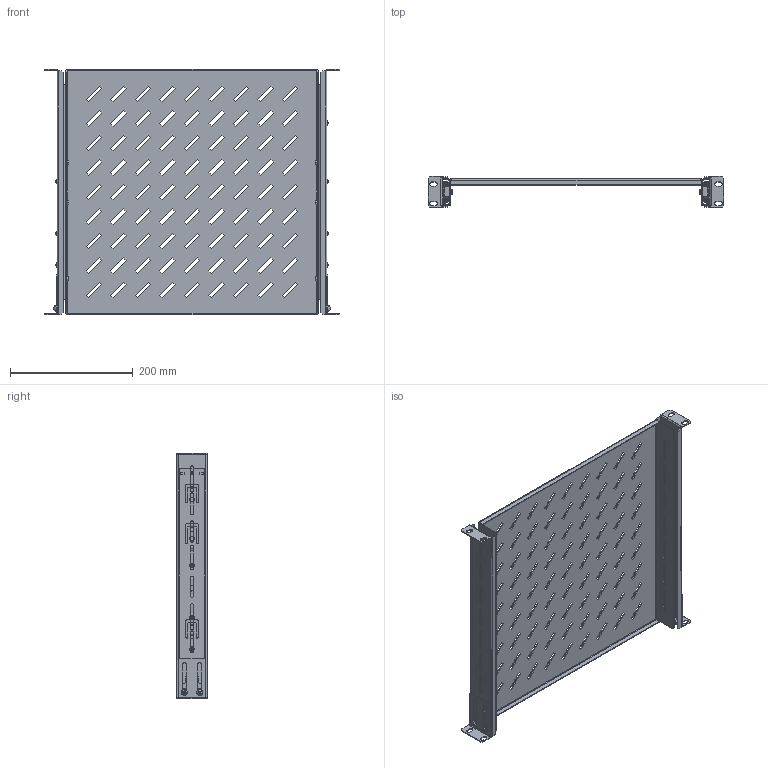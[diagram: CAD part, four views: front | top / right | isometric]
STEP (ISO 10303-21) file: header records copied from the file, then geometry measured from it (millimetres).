
FILE_DESCRIPTION (( 'STEP AP214' ), '1' );
FILE_NAME ('SS05-400PI-R_.STEP', '2022-10-13T11:49:32', ( '' ), ( '' ), 'SwSTEP 2.0', 'SolidWorks 2022', '' );
FILE_SCHEMA (( 'AUTOMOTIVE_DESIGN' ));
Length unit declared in the file: millimetre
Products named in the file (11): SS05-400PI-R_; АГИЕ 278.05.101 Полка выдвижная_-00 400 черная; Шайба ГОСТ 11371_ф 6; Винт A.2.M6x12 ГОСТ 17473-80_Винт A.2.M6x12 ГОСТ 17473-80; Направляющие PK-0H45350GX GTV; АГИЕ 278.05.103 Уголок полки выдвижной_-00 Правый черный; АГИЕ 278.05.102 Кронштейн полки выдвижной_-01 400 левый черный ; АГИЕ 278.05.103 Уголок полки выдвижной_-01 Левый черный; Гайка ГОСТ 5915_М 6; Заклёпка вытяжная_4.0х6 St_St (0.5 ...2.5); АГИЕ 278.05.102 Кронштейн полки выдвижной_-00 400 правый черный
Assembly tree (32 placements, depth 2):
  SS05-400PI-R_
    АГИЕ 278.05.101 Полка выдвижная_-00 400 черная
    АГИЕ 278.05.102 Кронштейн полки выдвижной_-00 400 правый черный
    АГИЕ 278.05.103 Уголок полки выдвижной_-00 Правый черный
    АГИЕ 278.05.103 Уголок полки выдвижной_-01 Левый черный
    АГИЕ 278.05.102 Кронштейн полки выдвижной_-01 400 левый черный 
    Направляющие PK-0H45350GX GTV  x2
    Заклёпка вытяжная_4.0х6 St_St (0.5 ...2.5)  x13
    Шайба ГОСТ 11371_ф 6  x4
    Винт A.2.M6x12 ГОСТ 17473-80_Винт A.2.M6x12 ГОСТ 17473-80  x4
    Гайка ГОСТ 5915_М 6  x4
Bounding box: 483 x 50 x 400 mm (x, y, z)
Volume: 455934.6 mm3; surface area: 732007.4 mm2
Topology: 38 solids, 38 shells, 1609 faces, 4304 edges, 2754 vertices
Faces by surface type: plane 871, cylinder 506, cone 86, torus 78, sphere 60, bspline 8
Entity records: 36415 total; most frequent: CARTESIAN_POINT 6265, ORIENTED_EDGE 5560, DIRECTION 5404, EDGE_CURVE 2780, LINE 2108, VECTOR 2108, VERTEX_POINT 1813, AXIS2_PLACEMENT_3D 1648
